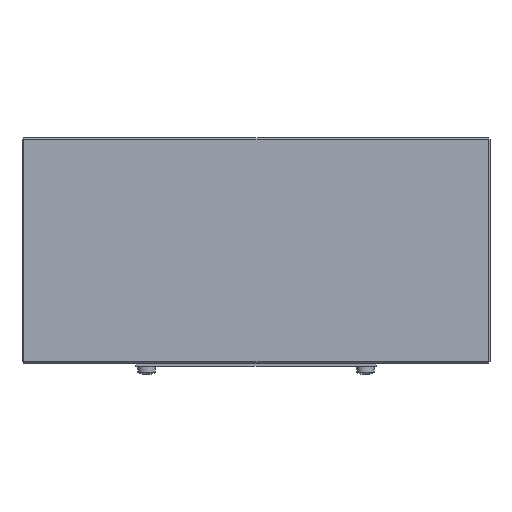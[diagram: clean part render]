
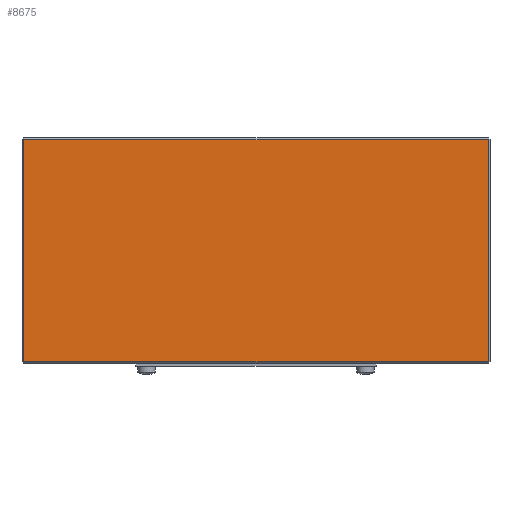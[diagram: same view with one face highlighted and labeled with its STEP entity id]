
A CAD part, front view. The second image highlights one B-rep face of the part: STEP entity #8675.
In plain terms, the highlighted planar face has unit normal (0, -1, 0).
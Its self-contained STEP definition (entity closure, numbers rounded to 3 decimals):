
#82 = VERTEX_POINT ( 'NONE', #10649 ) ;
#185 = CARTESIAN_POINT ( 'NONE',  ( -63.75, -24.8, -30.5 ) ) ;
#420 = CARTESIAN_POINT ( 'NONE',  ( 63.75, -24.8, 30.5 ) ) ;
#779 = LINE ( 'NONE', #5987, #5284 ) ;
#805 = CARTESIAN_POINT ( 'NONE',  ( 63.75, -24.8, 31. ) ) ;
#1225 = LINE ( 'NONE', #4658, #10127 ) ;
#1446 = ORIENTED_EDGE ( 'NONE', *, *, #8460, .T. ) ;
#2646 = CARTESIAN_POINT ( 'NONE',  ( 63.75, -24.8, -30.5 ) ) ;
#2777 = ORIENTED_EDGE ( 'NONE', *, *, #9002, .T. ) ;
#2829 = DIRECTION ( 'NONE',  ( 0., 0., 1. ) ) ;
#3466 = ORIENTED_EDGE ( 'NONE', *, *, #6408, .T. ) ;
#3499 = AXIS2_PLACEMENT_3D ( 'NONE', #6986, #5306, #2829 ) ;
#3859 = VERTEX_POINT ( 'NONE', #420 ) ;
#3884 = ORIENTED_EDGE ( 'NONE', *, *, #7074, .T. ) ;
#4198 = DIRECTION ( 'NONE',  ( 0., 0., -1. ) ) ;
#4658 = CARTESIAN_POINT ( 'NONE',  ( 64.25, -24.8, -30.5 ) ) ;
#4737 = EDGE_LOOP ( 'NONE', ( #1446, #2777, #3466, #3884 ) ) ;
#5284 = VECTOR ( 'NONE', #4198, 1000. ) ;
#5306 = DIRECTION ( 'NONE',  ( 0., 1., 0. ) ) ;
#5804 = LINE ( 'NONE', #6984, #6371 ) ;
#5806 = DIRECTION ( 'NONE',  ( 1., 0., 0. ) ) ;
#5987 = CARTESIAN_POINT ( 'NONE',  ( -63.75, -24.8, 31. ) ) ;
#6196 = DIRECTION ( 'NONE',  ( -1., 0., 0. ) ) ;
#6371 = VECTOR ( 'NONE', #6196, 1000. ) ;
#6382 = VECTOR ( 'NONE', #9433, 1000. ) ;
#6408 = EDGE_CURVE ( 'NONE', #3859, #82, #5804, .T. ) ;
#6694 = LINE ( 'NONE', #805, #6382 ) ;
#6984 = CARTESIAN_POINT ( 'NONE',  ( 64.25, -24.8, 30.5 ) ) ;
#6986 = CARTESIAN_POINT ( 'NONE',  ( 64.25, -24.8, 31. ) ) ;
#7074 = EDGE_CURVE ( 'NONE', #82, #9997, #779, .T. ) ;
#8460 = EDGE_CURVE ( 'NONE', #9997, #9607, #1225, .T. ) ;
#8675 = ADVANCED_FACE ( 'NONE', ( #10463 ), #10523, .F. ) ;
#9002 = EDGE_CURVE ( 'NONE', #9607, #3859, #6694, .T. ) ;
#9433 = DIRECTION ( 'NONE',  ( 0., 0., 1. ) ) ;
#9607 = VERTEX_POINT ( 'NONE', #2646 ) ;
#9997 = VERTEX_POINT ( 'NONE', #185 ) ;
#10127 = VECTOR ( 'NONE', #5806, 1000. ) ;
#10463 = FACE_OUTER_BOUND ( 'NONE', #4737, .T. ) ;
#10523 = PLANE ( 'NONE',  #3499 ) ;
#10649 = CARTESIAN_POINT ( 'NONE',  ( -63.75, -24.8, 30.5 ) ) ;
